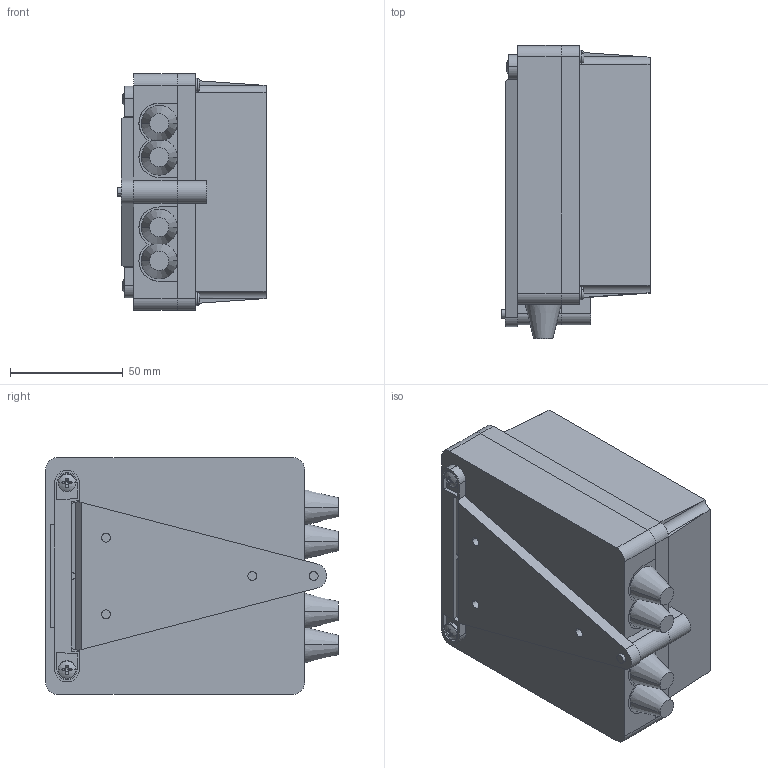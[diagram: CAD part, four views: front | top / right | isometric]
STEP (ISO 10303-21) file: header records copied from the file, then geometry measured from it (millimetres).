
FILE_DESCRIPTION (( 'STEP AP214' ), '1' );
FILE_NAME ('3D Ìîäåëü ÒÐÌ151-Í.STEP', '2016-10-24T18:47:02', ( '' ), ( '' ), 'SwSTEP 2.0', 'SolidWorks 2011', '' );
FILE_SCHEMA (( 'AUTOMOTIVE_DESIGN' ));
Length unit declared in the file: millimetre
Products named in the file (10): TRM151_002F02M; slotted pan head screw_iso_ISO 1580 - M4 x 35 --- 35N; pan head cross recess screw_iso_ISO 7045 - M4 x 10 - Z --- 10N; Âèíò Ì4õ20; Çàãëóøêè_2êîí; ﾊ煇鳫; Ïëàíêà_çàäíÿÿ; Êîðïóñ ÒÐÌ151-Í âåðõ; Êîðïóñ ÒÐÌ151-Í íèç; 3D Ìîäåëü ÒÐÌ151-Í
Assembly tree (14 placements, depth 2):
  3D Ìîäåëü ÒÐÌ151-Í
    Êîðïóñ ÒÐÌ151-Í íèç
    Êîðïóñ ÒÐÌ151-Í âåðõ
    Ïëàíêà_çàäíÿÿ
    ﾊ煇鳫
    Çàãëóøêè_2êîí  x2
    Âèíò Ì4õ20  x4
    pan head cross recess screw_iso_ISO 7045 - M4 x 10 - Z --- 10N  x2
    slotted pan head screw_iso_ISO 1580 - M4 x 35 --- 35N
    TRM151_002F02M
Bounding box: 65.9 x 130 x 105 mm (x, y, z)
Volume: 151450.5 mm3; surface area: 131162.6 mm2
Topology: 14 solids, 14 shells, 2926 faces, 7689 edges, 5108 vertices
Faces by surface type: plane 2049, bspline 684, cylinder 141, cone 30, torus 18, sphere 4
Entity records: 106940 total; most frequent: CARTESIAN_POINT 24062, ORIENTED_EDGE 14722, DIRECTION 10556, EDGE_CURVE 7361, VECTOR 5622, LINE 5622, VERTEX_POINT 4901, EDGE_LOOP 3136
